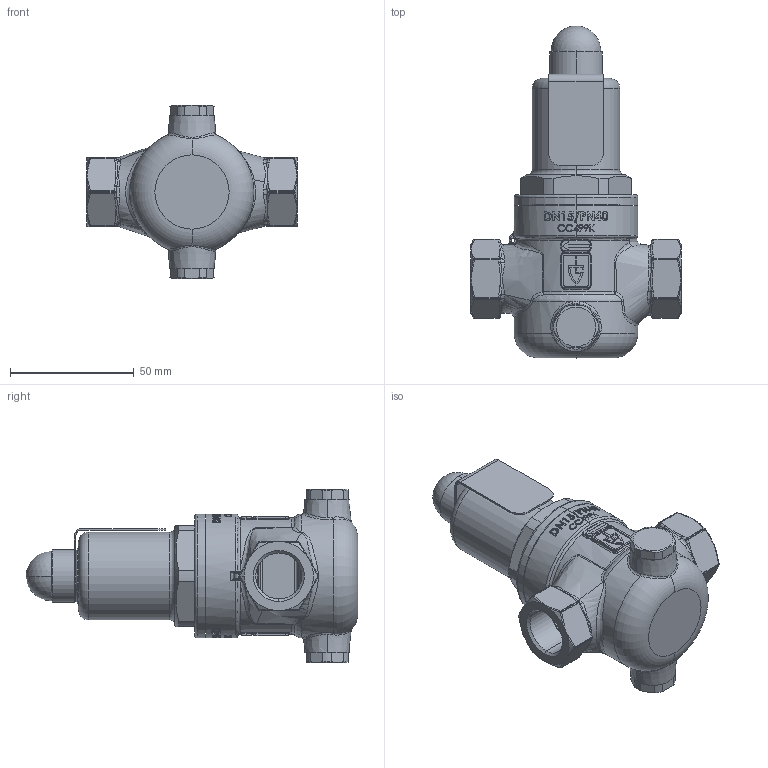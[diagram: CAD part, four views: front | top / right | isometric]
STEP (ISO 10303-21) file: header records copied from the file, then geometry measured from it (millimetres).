
FILE_DESCRIPTION (( 'STEP AP214' ), '1' );
FILE_NAME ('630mGFO_15_FF_1515.step', '2020-02-18T13:33:16', ( '' ), ( '' ), 'SwSTEP 2.0', 'SolidWorks 2018', '' );
FILE_SCHEMA (( 'AUTOMOTIVE_DESIGN' ));
Length unit declared in the file: millimetre
Products named in the file (1): 630mGFO_15_FF_1515
Bounding box: 85 x 134.2 x 70 mm (x, y, z)
Volume: 92373.6 mm3; surface area: 54163.4 mm2
Topology: 6 solids, 6 shells, 1308 faces, 3317 edges, 2024 vertices
Faces by surface type: bspline 418, plane 417, cylinder 275, torus 79, cone 79, sphere 40
Entity records: 81439 total; most frequent: CARTESIAN_POINT 38824, ORIENTED_EDGE 6504, DIRECTION 5025, EDGE_CURVE 3252, VERTEX_POINT 2021, AXIS2_PLACEMENT_3D 1954, EDGE_LOOP 1389, UNCERTAINTY_MEASURE_WITH_UNIT 1316
